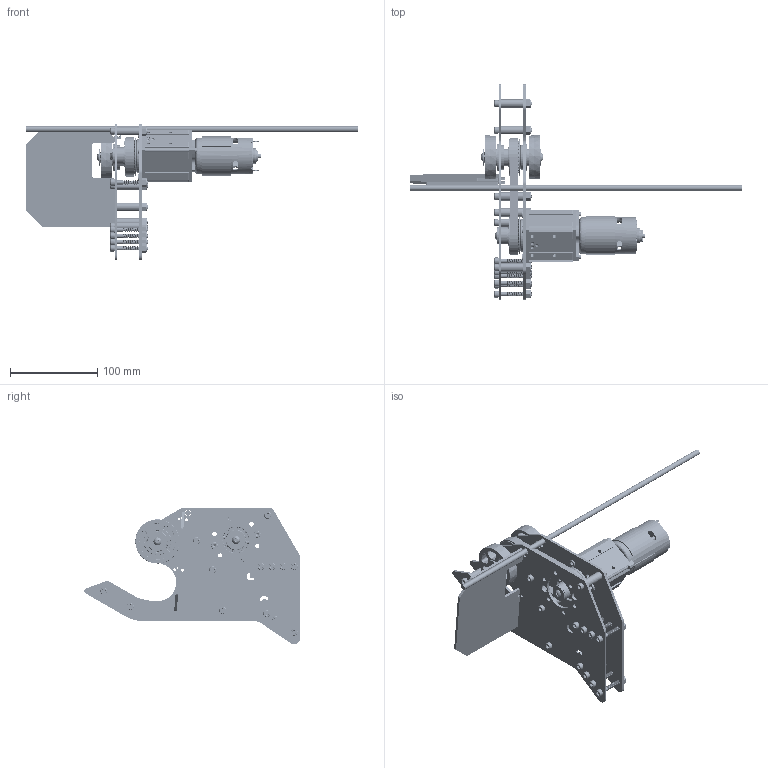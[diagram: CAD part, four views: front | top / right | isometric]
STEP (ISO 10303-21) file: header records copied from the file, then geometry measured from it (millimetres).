
FILE_DESCRIPTION (( 'STEP AP214' ), '1' );
FILE_NAME ('am-5431 2024 Everybot Intake Kit.STEP', '2024-01-18T16:49:10', ( '' ), ( '' ), 'SwSTEP 2.0', 'SolidWorks 2024', '' );
FILE_SCHEMA (( 'AUTOMOTIVE_DESIGN' ));
Length unit declared in the file: inch
Products named in the file (39): am-XXXX - 57 Sport 500 Hex Shaft; 5_1 HD Output Stage; am-1696 0.194 ID 0.375 OD 1.000 Long Nylon Spacer; am-5207 0250 IN x 15 IN Steel Rod; Output Block; 16T Planet Gear; am-2986 FR8ZZ Hex Bearing; am-XXXX - 57 Sport Motor Block; am-3948-063 500H x 063IN Spacer; am-3775a_16T 775a RedLine with 16T Pinion; am-XXXX - 4_1 Stage Long Sun Gear; am-3403 24 tooth HTD pulley half 500hex; am-3948-375 500H x 375IN Spacer; am-5431 2024 Everybot Intake Kit; R8ZZ Bearing; Thrust Washer Blue Sport; 775 RedLine; 10-32x2500_shcs 2_HX-SHCS 0.19-32x1.375x1-C; am-3948-188 500H x 188IN Spacer; am-5431_def-plate Everybot 2024 Deflector Plate; am-5431_in-plate Everybot 2024 Roller Plate; 5_1 HD Output Stage Carrier Plate; 9mm wide 24T 500 Hex; 18T Long Planet Gear; am-1014 10-32 x 1500 SHCS_am-1014 10-32 x 1500 SHCS; am-1523 10 Fender Washer; am-XXXX - 57 Sport 2 Stage HD Ring Gear Housing; am-1042 10-32 Nylock Nut_90631A411; 2IN Molded 500Hex Compliant Wheel VER1; am-1588 10-32 x 0375 BHCS patched_am-1588 10-32 x 0375 BHCS; retaining Ring 0500 - Mcm 98410A122_98410A122; am-4403 4-1 SD to 4-1 SD Carrier Plate; 60T 5mm HTD 9mm Wide Belt; am-3784 - RS-700 Motor Pinion Gear; am-XXXX - 57 Sport 500 Hex Output Plug; 16T Long Sun Gear; am-4006 2 stage HD - 57 Sport_Gearbox Only; 10-32 X 375 SHCS_90128A940; am-1734 2.5 IN Long 500Hex Standoff_am-1734 
Assembly tree (90 placements, depth 4):
  am-5431 2024 Everybot Intake Kit
    am-5431_in-plate Everybot 2024 Roller Plate  x2
    am-2986 FR8ZZ Hex Bearing  x2
    9mm wide 24T 500 Hex  x2
      am-3403 24 tooth HTD pulley half 500hex
    am-4006 2 stage HD - 57 Sport_Gearbox Only
      am-XXXX - 57 Sport 500 Hex Output Plug
        am-XXXX - 57 Sport 500 Hex Shaft
        Output Block
        retaining Ring 0500 - Mcm 98410A122_98410A122
        R8ZZ Bearing  x2
      Thrust Washer Blue Sport
      10-32 X 375 SHCS_90128A940  x2
      5_1 HD Output Stage
        5_1 HD Output Stage Carrier Plate
        18T Long Planet Gear  x4
      am-XXXX - 4_1 Stage Long Sun Gear
        am-4403 4-1 SD to 4-1 SD Carrier Plate
        16T Long Sun Gear  x2
        16T Planet Gear  x4
      am-XXXX - 57 Sport 2 Stage HD Ring Gear Housing
      10-32x2500_shcs 2_HX-SHCS 0.19-32x1.375x1-C  x2
      am-XXXX - 57 Sport Motor Block
    am-3948-188 500H x 188IN Spacer
    2IN Molded 500Hex Compliant Wheel VER1  x2
    60T 5mm HTD 9mm Wide Belt
    am-1696 0.194 ID 0.375 OD 1.000 Long Nylon Spacer  x6
    am-1014 10-32 x 1500 SHCS_am-1014 10-32 x 1500 SHCS  x14
    am-3775a_16T 775a RedLine with 16T Pinion
      775 RedLine
      am-3784 - RS-700 Motor Pinion Gear
    am-1042 10-32 Nylock Nut_90631A411  x14
    am-3948-375 500H x 375IN Spacer
    am-3948-063 500H x 063IN Spacer  x3
    am-1523 10 Fender Washer  x3
    am-1734 2.5 IN Long 500Hex Standoff_am-1734 
    am-5431_def-plate Everybot 2024 Deflector Plate
    am-1588 10-32 x 0375 BHCS patched_am-1588 10-32 x 0375 BHCS  x3
    am-5207 0250 IN x 15 IN Steel Rod
Bounding box: 381 x 247.33 x 157.2 mm (x, y, z)
Volume: 436548.5 mm3; surface area: 296749 mm2
Topology: 103 solids, 111 shells, 11242 faces, 28371 edges, 17433 vertices
Faces by surface type: cylinder 5250, torus 1987, plane 1465, cone 1178, bspline 1176, sphere 186
Entity records: 149538 total; most frequent: CARTESIAN_POINT 62242, ORIENTED_EDGE 18418, DIRECTION 18108, EDGE_CURVE 9209, AXIS2_PLACEMENT_3D 7445, VERTEX_POINT 5796, CIRCLE 4152, EDGE_LOOP 3893
